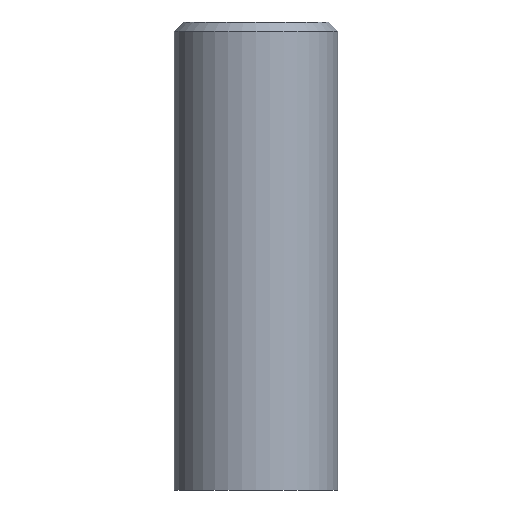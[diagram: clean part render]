
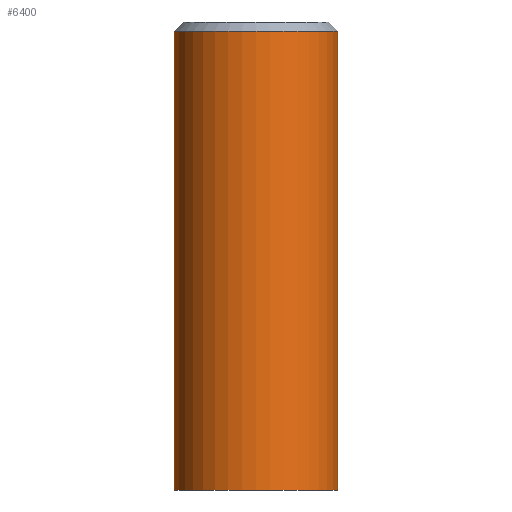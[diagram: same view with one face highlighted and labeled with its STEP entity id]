
A CAD part, front view. The second image highlights one B-rep face of the part: STEP entity #6400.
In plain terms, the highlighted cylindrical face has radius 7 mm (diameter 14 mm), a partial arc.
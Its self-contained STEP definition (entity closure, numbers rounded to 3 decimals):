
#60=CARTESIAN_POINT('',(0.,0.,2.));
#70=DIRECTION('',(0.,0.,1.));
#80=DIRECTION('',(1.,0.,0.));
#90=AXIS2_PLACEMENT_3D('',#60,#70,#80);
#100=CIRCLE('',#90,7.);
#130=CARTESIAN_POINT('',(-7.,0.,2.));
#140=VERTEX_POINT('',#130);
#170=CARTESIAN_POINT('',(7.,0.,2.));
#180=VERTEX_POINT('',#170);
#190=EDGE_CURVE('',#140,#180,#100,.T.);
#610=CARTESIAN_POINT('',(7.,0.,41.2));
#620=VERTEX_POINT('',#610);
#650=CARTESIAN_POINT('',(0.,0.,41.2));
#660=DIRECTION('',(0.,0.,1.));
#670=DIRECTION('',(1.,0.,0.));
#680=AXIS2_PLACEMENT_3D('',#650,#660,#670);
#690=CIRCLE('',#680,7.);
#700=CARTESIAN_POINT('',(-7.,0.,41.2));
#710=VERTEX_POINT('',#700);
#720=EDGE_CURVE('',#710,#620,#690,.T.);
#6060=CARTESIAN_POINT('',(7.,0.,2.));
#6070=DIRECTION('',(0.,0.,1.));
#6080=VECTOR('',#6070,1.);
#6090=LINE('',#6060,#6080);
#6100=EDGE_CURVE('',#180,#620,#6090,.T.);
#6140=CARTESIAN_POINT('',(-7.,0.,2.));
#6150=DIRECTION('',(0.,0.,1.));
#6160=VECTOR('',#6150,1.);
#6170=LINE('',#6140,#6160);
#6180=EDGE_CURVE('',#140,#710,#6170,.T.);
#6290=CARTESIAN_POINT('',(0.,0.,2.));
#6300=DIRECTION('',(0.,0.,1.));
#6310=DIRECTION('',(1.,0.,0.));
#6320=AXIS2_PLACEMENT_3D('',#6290,#6300,#6310);
#6330=CYLINDRICAL_SURFACE('',#6320,7.);
#6340=ORIENTED_EDGE('',*,*,#190,.T.);
#6350=ORIENTED_EDGE('',*,*,#6180,.F.);
#6360=ORIENTED_EDGE('',*,*,#720,.F.);
#6370=ORIENTED_EDGE('',*,*,#6100,.T.);
#6380=EDGE_LOOP('',(#6370,#6360,#6350,#6340));
#6390=FACE_OUTER_BOUND('',#6380,.T.);
#6400=ADVANCED_FACE('',(#6390),#6330,.T.);
